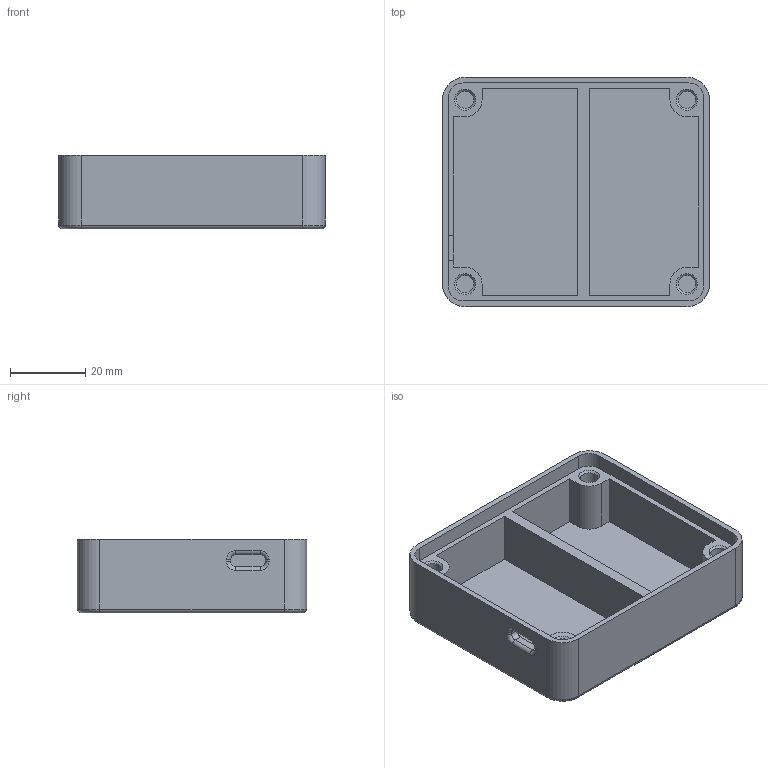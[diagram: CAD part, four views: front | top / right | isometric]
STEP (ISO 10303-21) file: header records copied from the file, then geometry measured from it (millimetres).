
FILE_DESCRIPTION(/* description */ (''),/* implementation_level */ '2;1');
FILE_NAME(/* name */ 'Logger bottom enclosure v32.step',/* time_stamp */ '2023-08-20T22:44:08+03:00',/* author */ (''),/* organization */ (''),/* preprocessor_version */ 'ST-DEVELOPER v20',/* originating_system */ 'Autodesk Translation Framework v12.9.0.99',/* authorisation */ '');
FILE_SCHEMA (('AUTOMOTIVE_DESIGN { 1 0 10303 214 3 1 1 }'));
Length unit declared in the file: millimetre
Products named in the file (1): Logger bottom enclosure
Bounding box: 71 x 61 x 19.6 mm (x, y, z)
Volume: 22775 mm3; surface area: 19496.2 mm2
Topology: 1 solids, 1 shells, 77 faces, 190 edges, 120 vertices
Faces by surface type: plane 37, cylinder 28, torus 8, cone 4
Full cylindrical faces by diameter (mm): 4.6 x4
Entity records: 2318 total; most frequent: DIRECTION 416, CARTESIAN_POINT 388, ORIENTED_EDGE 380, EDGE_CURVE 190, AXIS2_PLACEMENT_3D 148, LINE 120, VECTOR 120, VERTEX_POINT 120
